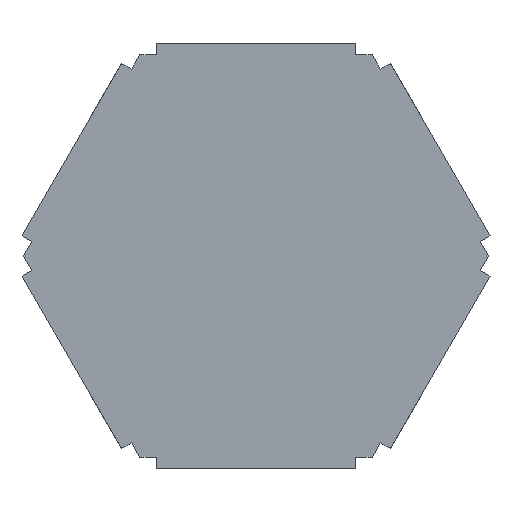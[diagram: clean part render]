
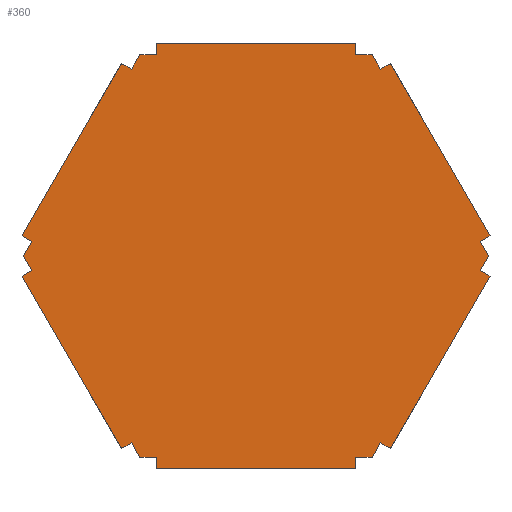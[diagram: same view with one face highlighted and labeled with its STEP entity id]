
A CAD part, top view. The second image highlights one B-rep face of the part: STEP entity #360.
In plain terms, the highlighted planar face has unit normal (0, 0, 1).
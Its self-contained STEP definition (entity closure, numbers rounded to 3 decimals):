
#40 = VERTEX_POINT('',#41);
#41 = CARTESIAN_POINT('',(42.873,3.685,1.5));
#47 = EDGE_CURVE('',#40,#48,#50,.T.);
#48 = VERTEX_POINT('',#49);
#49 = CARTESIAN_POINT('',(24.627,35.286,1.5));
#50 = LINE('',#51,#52);
#51 = CARTESIAN_POINT('',(45.,0.,1.5));
#52 = VECTOR('',#53,1.);
#53 = DIRECTION('',(-0.5,0.866,0.));
#342 = VERTEX_POINT('',#343);
#343 = CARTESIAN_POINT('',(22.809,34.236,1.5));
#349 = EDGE_CURVE('',#342,#48,#350,.T.);
#350 = LINE('',#351,#352);
#351 = CARTESIAN_POINT('',(22.809,34.236,1.5));
#352 = VECTOR('',#353,1.);
#353 = DIRECTION('',(0.866,0.5,0.));
#360 = ADVANCED_FACE('',(#361),#587,.T.);
#361 = FACE_BOUND('',#362,.T.);
#362 = EDGE_LOOP('',(#363,#373,#379,#380,#381,#389,#397,#405,#413,#421,
    #429,#437,#445,#453,#461,#469,#477,#485,#493,#501,#509,#517,#525,
    #533,#541,#549,#557,#565,#573,#581));
#363 = ORIENTED_EDGE('',*,*,#364,.T.);
#364 = EDGE_CURVE('',#365,#367,#369,.T.);
#365 = VERTEX_POINT('',#366);
#366 = CARTESIAN_POINT('',(42.575,0.,1.5));
#367 = VERTEX_POINT('',#368);
#368 = CARTESIAN_POINT('',(41.054,2.635,1.5));
#369 = LINE('',#370,#371);
#370 = CARTESIAN_POINT('',(42.575,0.,1.5));
#371 = VECTOR('',#372,1.);
#372 = DIRECTION('',(-0.5,0.866,-0.));
#373 = ORIENTED_EDGE('',*,*,#374,.T.);
#374 = EDGE_CURVE('',#367,#40,#375,.T.);
#375 = LINE('',#376,#377);
#376 = CARTESIAN_POINT('',(41.054,2.635,1.5));
#377 = VECTOR('',#378,1.);
#378 = DIRECTION('',(0.866,0.5,0.));
#379 = ORIENTED_EDGE('',*,*,#47,.T.);
#380 = ORIENTED_EDGE('',*,*,#349,.F.);
#381 = ORIENTED_EDGE('',*,*,#382,.F.);
#382 = EDGE_CURVE('',#383,#342,#385,.T.);
#383 = VERTEX_POINT('',#384);
#384 = CARTESIAN_POINT('',(21.288,36.871,1.5));
#385 = LINE('',#386,#387);
#386 = CARTESIAN_POINT('',(21.288,36.871,1.5));
#387 = VECTOR('',#388,1.);
#388 = DIRECTION('',(0.5,-0.866,0.));
#389 = ORIENTED_EDGE('',*,*,#390,.T.);
#390 = EDGE_CURVE('',#383,#391,#393,.T.);
#391 = VERTEX_POINT('',#392);
#392 = CARTESIAN_POINT('',(18.245,36.871,1.5));
#393 = LINE('',#394,#395);
#394 = CARTESIAN_POINT('',(21.288,36.871,1.5));
#395 = VECTOR('',#396,1.);
#396 = DIRECTION('',(-1.,0.,-0.));
#397 = ORIENTED_EDGE('',*,*,#398,.T.);
#398 = EDGE_CURVE('',#391,#399,#401,.T.);
#399 = VERTEX_POINT('',#400);
#400 = CARTESIAN_POINT('',(18.245,38.971,1.5));
#401 = LINE('',#402,#403);
#402 = CARTESIAN_POINT('',(18.245,36.871,1.5));
#403 = VECTOR('',#404,1.);
#404 = DIRECTION('',(0.,1.,0.));
#405 = ORIENTED_EDGE('',*,*,#406,.T.);
#406 = EDGE_CURVE('',#399,#407,#409,.T.);
#407 = VERTEX_POINT('',#408);
#408 = CARTESIAN_POINT('',(-18.245,38.971,1.5));
#409 = LINE('',#410,#411);
#410 = CARTESIAN_POINT('',(22.5,38.971,1.5));
#411 = VECTOR('',#412,1.);
#412 = DIRECTION('',(-1.,0.,0.));
#413 = ORIENTED_EDGE('',*,*,#414,.F.);
#414 = EDGE_CURVE('',#415,#407,#417,.T.);
#415 = VERTEX_POINT('',#416);
#416 = CARTESIAN_POINT('',(-18.245,36.871,1.5));
#417 = LINE('',#418,#419);
#418 = CARTESIAN_POINT('',(-18.245,36.871,1.5));
#419 = VECTOR('',#420,1.);
#420 = DIRECTION('',(0.,1.,0.));
#421 = ORIENTED_EDGE('',*,*,#422,.F.);
#422 = EDGE_CURVE('',#423,#415,#425,.T.);
#423 = VERTEX_POINT('',#424);
#424 = CARTESIAN_POINT('',(-21.288,36.871,1.5));
#425 = LINE('',#426,#427);
#426 = CARTESIAN_POINT('',(-21.288,36.871,1.5));
#427 = VECTOR('',#428,1.);
#428 = DIRECTION('',(1.,0.,0.));
#429 = ORIENTED_EDGE('',*,*,#430,.T.);
#430 = EDGE_CURVE('',#423,#431,#433,.T.);
#431 = VERTEX_POINT('',#432);
#432 = CARTESIAN_POINT('',(-22.809,34.236,1.5));
#433 = LINE('',#434,#435);
#434 = CARTESIAN_POINT('',(-21.288,36.871,1.5));
#435 = VECTOR('',#436,1.);
#436 = DIRECTION('',(-0.5,-0.866,-0.));
#437 = ORIENTED_EDGE('',*,*,#438,.T.);
#438 = EDGE_CURVE('',#431,#439,#441,.T.);
#439 = VERTEX_POINT('',#440);
#440 = CARTESIAN_POINT('',(-24.627,35.286,1.5));
#441 = LINE('',#442,#443);
#442 = CARTESIAN_POINT('',(-22.809,34.236,1.5));
#443 = VECTOR('',#444,1.);
#444 = DIRECTION('',(-0.866,0.5,0.));
#445 = ORIENTED_EDGE('',*,*,#446,.T.);
#446 = EDGE_CURVE('',#439,#447,#449,.T.);
#447 = VERTEX_POINT('',#448);
#448 = CARTESIAN_POINT('',(-42.873,3.685,1.5));
#449 = LINE('',#450,#451);
#450 = CARTESIAN_POINT('',(-22.5,38.971,1.5));
#451 = VECTOR('',#452,1.);
#452 = DIRECTION('',(-0.5,-0.866,0.));
#453 = ORIENTED_EDGE('',*,*,#454,.F.);
#454 = EDGE_CURVE('',#455,#447,#457,.T.);
#455 = VERTEX_POINT('',#456);
#456 = CARTESIAN_POINT('',(-41.054,2.635,1.5));
#457 = LINE('',#458,#459);
#458 = CARTESIAN_POINT('',(-41.054,2.635,1.5));
#459 = VECTOR('',#460,1.);
#460 = DIRECTION('',(-0.866,0.5,0.));
#461 = ORIENTED_EDGE('',*,*,#462,.F.);
#462 = EDGE_CURVE('',#463,#455,#465,.T.);
#463 = VERTEX_POINT('',#464);
#464 = CARTESIAN_POINT('',(-42.575,0.,1.5));
#465 = LINE('',#466,#467);
#466 = CARTESIAN_POINT('',(-42.575,0.,1.5));
#467 = VECTOR('',#468,1.);
#468 = DIRECTION('',(0.5,0.866,0.));
#469 = ORIENTED_EDGE('',*,*,#470,.T.);
#470 = EDGE_CURVE('',#463,#471,#473,.T.);
#471 = VERTEX_POINT('',#472);
#472 = CARTESIAN_POINT('',(-41.054,-2.635,1.5));
#473 = LINE('',#474,#475);
#474 = CARTESIAN_POINT('',(-42.575,0.,1.5));
#475 = VECTOR('',#476,1.);
#476 = DIRECTION('',(0.5,-0.866,-0.));
#477 = ORIENTED_EDGE('',*,*,#478,.T.);
#478 = EDGE_CURVE('',#471,#479,#481,.T.);
#479 = VERTEX_POINT('',#480);
#480 = CARTESIAN_POINT('',(-42.873,-3.685,1.5));
#481 = LINE('',#482,#483);
#482 = CARTESIAN_POINT('',(-41.054,-2.635,1.5));
#483 = VECTOR('',#484,1.);
#484 = DIRECTION('',(-0.866,-0.5,0.));
#485 = ORIENTED_EDGE('',*,*,#486,.T.);
#486 = EDGE_CURVE('',#479,#487,#489,.T.);
#487 = VERTEX_POINT('',#488);
#488 = CARTESIAN_POINT('',(-24.627,-35.286,1.5));
#489 = LINE('',#490,#491);
#490 = CARTESIAN_POINT('',(-45.,0.,1.5));
#491 = VECTOR('',#492,1.);
#492 = DIRECTION('',(0.5,-0.866,0.));
#493 = ORIENTED_EDGE('',*,*,#494,.F.);
#494 = EDGE_CURVE('',#495,#487,#497,.T.);
#495 = VERTEX_POINT('',#496);
#496 = CARTESIAN_POINT('',(-22.809,-34.236,1.5));
#497 = LINE('',#498,#499);
#498 = CARTESIAN_POINT('',(-22.809,-34.236,1.5));
#499 = VECTOR('',#500,1.);
#500 = DIRECTION('',(-0.866,-0.5,0.));
#501 = ORIENTED_EDGE('',*,*,#502,.F.);
#502 = EDGE_CURVE('',#503,#495,#505,.T.);
#503 = VERTEX_POINT('',#504);
#504 = CARTESIAN_POINT('',(-21.288,-36.871,1.5));
#505 = LINE('',#506,#507);
#506 = CARTESIAN_POINT('',(-21.288,-36.871,1.5));
#507 = VECTOR('',#508,1.);
#508 = DIRECTION('',(-0.5,0.866,0.));
#509 = ORIENTED_EDGE('',*,*,#510,.T.);
#510 = EDGE_CURVE('',#503,#511,#513,.T.);
#511 = VERTEX_POINT('',#512);
#512 = CARTESIAN_POINT('',(-18.245,-36.871,1.5));
#513 = LINE('',#514,#515);
#514 = CARTESIAN_POINT('',(-21.288,-36.871,1.5));
#515 = VECTOR('',#516,1.);
#516 = DIRECTION('',(1.,0.,-0.));
#517 = ORIENTED_EDGE('',*,*,#518,.T.);
#518 = EDGE_CURVE('',#511,#519,#521,.T.);
#519 = VERTEX_POINT('',#520);
#520 = CARTESIAN_POINT('',(-18.245,-38.971,1.5));
#521 = LINE('',#522,#523);
#522 = CARTESIAN_POINT('',(-18.245,-36.871,1.5));
#523 = VECTOR('',#524,1.);
#524 = DIRECTION('',(0.,-1.,0.));
#525 = ORIENTED_EDGE('',*,*,#526,.T.);
#526 = EDGE_CURVE('',#519,#527,#529,.T.);
#527 = VERTEX_POINT('',#528);
#528 = CARTESIAN_POINT('',(18.245,-38.971,1.5));
#529 = LINE('',#530,#531);
#530 = CARTESIAN_POINT('',(-22.5,-38.971,1.5));
#531 = VECTOR('',#532,1.);
#532 = DIRECTION('',(1.,0.,0.));
#533 = ORIENTED_EDGE('',*,*,#534,.F.);
#534 = EDGE_CURVE('',#535,#527,#537,.T.);
#535 = VERTEX_POINT('',#536);
#536 = CARTESIAN_POINT('',(18.245,-36.871,1.5));
#537 = LINE('',#538,#539);
#538 = CARTESIAN_POINT('',(18.245,-36.871,1.5));
#539 = VECTOR('',#540,1.);
#540 = DIRECTION('',(0.,-1.,0.));
#541 = ORIENTED_EDGE('',*,*,#542,.F.);
#542 = EDGE_CURVE('',#543,#535,#545,.T.);
#543 = VERTEX_POINT('',#544);
#544 = CARTESIAN_POINT('',(21.288,-36.871,1.5));
#545 = LINE('',#546,#547);
#546 = CARTESIAN_POINT('',(21.288,-36.871,1.5));
#547 = VECTOR('',#548,1.);
#548 = DIRECTION('',(-1.,0.,0.));
#549 = ORIENTED_EDGE('',*,*,#550,.T.);
#550 = EDGE_CURVE('',#543,#551,#553,.T.);
#551 = VERTEX_POINT('',#552);
#552 = CARTESIAN_POINT('',(22.809,-34.236,1.5));
#553 = LINE('',#554,#555);
#554 = CARTESIAN_POINT('',(21.288,-36.871,1.5));
#555 = VECTOR('',#556,1.);
#556 = DIRECTION('',(0.5,0.866,-0.));
#557 = ORIENTED_EDGE('',*,*,#558,.T.);
#558 = EDGE_CURVE('',#551,#559,#561,.T.);
#559 = VERTEX_POINT('',#560);
#560 = CARTESIAN_POINT('',(24.627,-35.286,1.5));
#561 = LINE('',#562,#563);
#562 = CARTESIAN_POINT('',(22.809,-34.236,1.5));
#563 = VECTOR('',#564,1.);
#564 = DIRECTION('',(0.866,-0.5,0.));
#565 = ORIENTED_EDGE('',*,*,#566,.T.);
#566 = EDGE_CURVE('',#559,#567,#569,.T.);
#567 = VERTEX_POINT('',#568);
#568 = CARTESIAN_POINT('',(42.873,-3.685,1.5));
#569 = LINE('',#570,#571);
#570 = CARTESIAN_POINT('',(22.5,-38.971,1.5));
#571 = VECTOR('',#572,1.);
#572 = DIRECTION('',(0.5,0.866,0.));
#573 = ORIENTED_EDGE('',*,*,#574,.F.);
#574 = EDGE_CURVE('',#575,#567,#577,.T.);
#575 = VERTEX_POINT('',#576);
#576 = CARTESIAN_POINT('',(41.054,-2.635,1.5));
#577 = LINE('',#578,#579);
#578 = CARTESIAN_POINT('',(41.054,-2.635,1.5));
#579 = VECTOR('',#580,1.);
#580 = DIRECTION('',(0.866,-0.5,0.));
#581 = ORIENTED_EDGE('',*,*,#582,.F.);
#582 = EDGE_CURVE('',#365,#575,#583,.T.);
#583 = LINE('',#584,#585);
#584 = CARTESIAN_POINT('',(42.575,0.,1.5));
#585 = VECTOR('',#586,1.);
#586 = DIRECTION('',(-0.5,-0.866,0.));
#587 = PLANE('',#588);
#588 = AXIS2_PLACEMENT_3D('',#589,#590,#591);
#589 = CARTESIAN_POINT('',(0.,0.,1.5));
#590 = DIRECTION('',(0.,0.,1.));
#591 = DIRECTION('',(1.,0.,0.));
